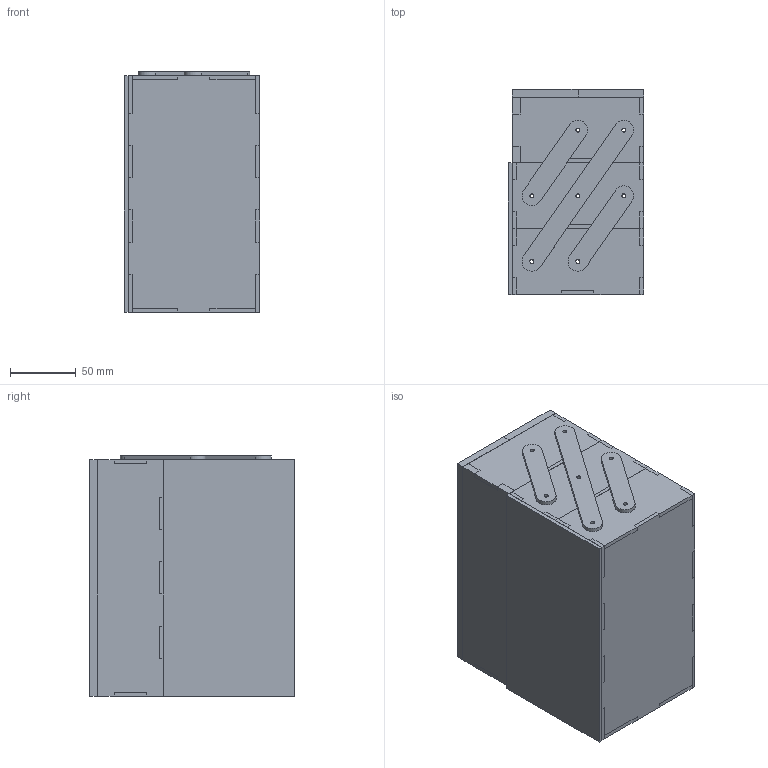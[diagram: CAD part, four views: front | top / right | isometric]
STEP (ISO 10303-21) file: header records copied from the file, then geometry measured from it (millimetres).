
FILE_DESCRIPTION (( 'STEP AP203' ), '1' );
FILE_NAME ('Ensamblaje1.STEP', '2021-07-31T20:44:15', ( '' ), ( '' ), 'SwSTEP 2.0', 'SolidWorks 2017', '' );
FILE_SCHEMA (( 'CONFIG_CONTROL_DESIGN' ));
Length unit declared in the file: millimetre
Products named in the file (13): 3-2; 8; 3; 6; 1; 7; 5; 11-2; Ensamblaje1; 9; 2; 11-1; 4
Assembly tree (21 placements, depth 2):
  Ensamblaje1
    1  x2
    2  x5
    3  x2
    4  x2
    3-2
    8
    9  x2
    5  x2
    6
    7
    11-1
    11-2
Bounding box: 103.15 x 156 x 183 mm (x, y, z)
Volume: 590672 mm3; surface area: 372440.9 mm2
Topology: 21 solids, 21 shells, 458 faces, 1248 edges, 832 vertices
Faces by surface type: plane 408, cylinder 50
Entity records: 9101 total; most frequent: CARTESIAN_POINT 1332, ORIENTED_EDGE 1284, DIRECTION 1226, EDGE_CURVE 642, VECTOR 582, LINE 582, VERTEX_POINT 428, AXIS2_PLACEMENT_3D 322
